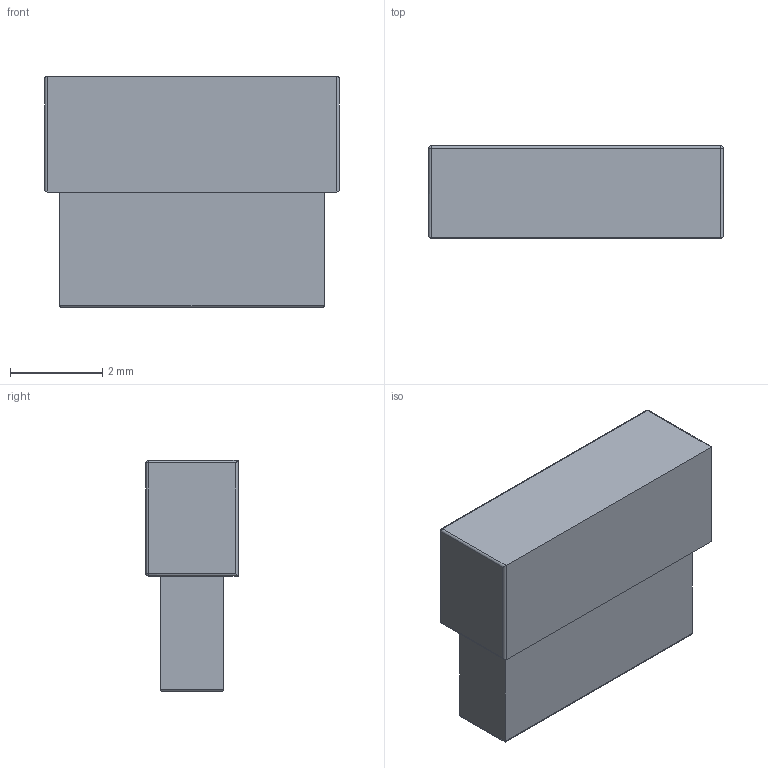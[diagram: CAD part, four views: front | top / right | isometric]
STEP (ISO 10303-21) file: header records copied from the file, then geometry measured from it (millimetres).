
FILE_DESCRIPTION(/* description */ ('STEP AP214'),/* implementation_level */ '2;1');
FILE_NAME(/* name */ '61003e504d4ea41eebc1e234',/* time_stamp */ '2021-07-27T17:11:44+00:00',/* author */ (''),/* organization */ (''),/* preprocessor_version */ 'ST-DEVELOPER v18.1',/* originating_system */ ' ',/* authorisation */ ' ');
FILE_SCHEMA (('AUTOMOTIVE_DESIGN {1 0 10303 214 3 1 1}'));
Length unit declared in the file: metre
Products named in the file (1): Part 2
Bounding box: 6.38 x 1.99 x 5 mm (x, y, z)
Volume: 51.5 mm3; surface area: 101.8 mm2
Topology: 1 solids, 1 shells, 29 faces, 62 edges, 32 vertices
Faces by surface type: cylinder 14, plane 11, sphere 4
Entity records: 762 total; most frequent: DIRECTION 138, CARTESIAN_POINT 120, ORIENTED_EDGE 116, EDGE_CURVE 58, AXIS2_PLACEMENT_3D 50, LINE 38, VECTOR 38, VERTEX_POINT 32
